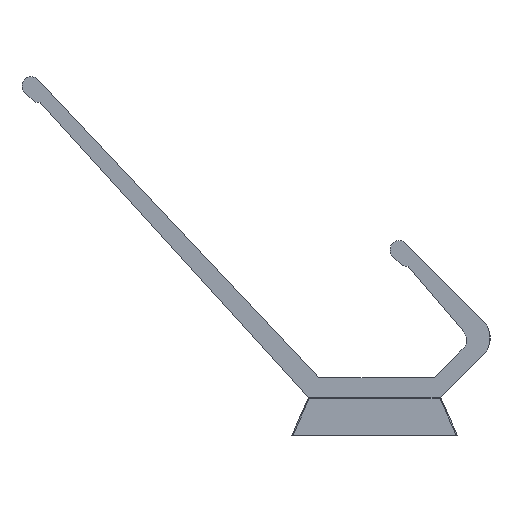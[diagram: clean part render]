
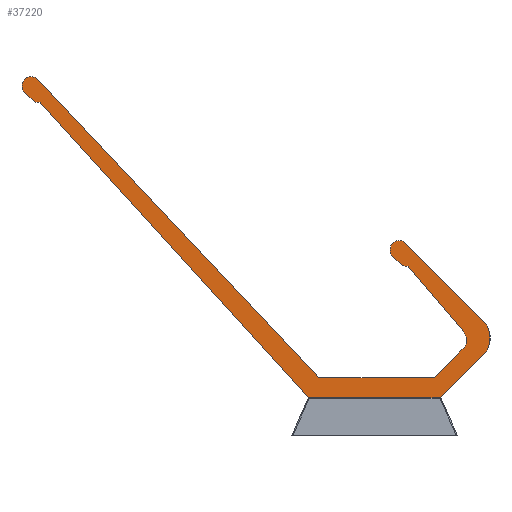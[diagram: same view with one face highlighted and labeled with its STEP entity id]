
A CAD part, left-side view. The second image highlights one B-rep face of the part: STEP entity #37220.
In plain terms, the highlighted planar face has unit normal (-1, 0, 0).
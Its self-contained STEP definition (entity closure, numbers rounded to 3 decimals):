
#34890=CARTESIAN_POINT('',(-225.,0.741,5.997));
#34900=DIRECTION('',(-1.,0.,0.));
#34910=DIRECTION('',(0.,-1.,0.));
#34920=AXIS2_PLACEMENT_3D('',#34890,#34900,#34910);
#34930=PLANE('',#34920);
#34940=CARTESIAN_POINT('',(-225.,-21.709,23.326));
#34950=DIRECTION('',(-1.,0.,0.));
#34960=DIRECTION('',(0.,-1.,0.));
#34970=AXIS2_PLACEMENT_3D('',#34940,#34950,#34960);
#34980=CIRCLE('',#34970,6.);
#34990=CARTESIAN_POINT('',(-225.,-25.951,19.083));
#35000=VERTEX_POINT('',#34990);
#35010=CARTESIAN_POINT('',(-225.,-25.951,27.569));
#35020=VERTEX_POINT('',#35010);
#35030=EDGE_CURVE('',#35000,#35020,#34980,.T.);
#35040=ORIENTED_EDGE('',*,*,#35030,.T.);
#35050=CARTESIAN_POINT('',(-225.,-25.951,19.083));
#35060=DIRECTION('',(0.,-0.707,0.707));
#35070=VECTOR('',#35060,1.);
#35080=LINE('',#35050,#35070);
#35090=CARTESIAN_POINT('',(-225.,-15.868,9.));
#35100=VERTEX_POINT('',#35090);
#35110=EDGE_CURVE('',#35100,#35000,#35080,.T.);
#35120=ORIENTED_EDGE('',*,*,#35110,.T.);
#35130=CARTESIAN_POINT('',(-225.,-8.451,9.));
#35140=DIRECTION('',(0.,-1.,0.));
#35150=VECTOR('',#35140,1.);
#35160=LINE('',#35130,#35150);
#35170=CARTESIAN_POINT('',(-225.,-13.,9.));
#35180=VERTEX_POINT('',#35170);
#35190=EDGE_CURVE('',#35180,#35100,#35160,.T.);
#35200=ORIENTED_EDGE('',*,*,#35190,.T.);
#35210=CARTESIAN_POINT('',(-225.,-13.,5.6));
#35220=DIRECTION('',(0.,0.,1.));
#35230=VECTOR('',#35220,1.);
#35240=LINE('',#35210,#35230);
#35250=CARTESIAN_POINT('',(-225.,-13.,6.6));
#35260=VERTEX_POINT('',#35250);
#35270=EDGE_CURVE('',#35260,#35180,#35240,.T.);
#35280=ORIENTED_EDGE('',*,*,#35270,.T.);
#35290=CARTESIAN_POINT('',(-225.,-12.,6.6));
#35300=DIRECTION('',(-1.,0.,0.));
#35310=DIRECTION('',(0.,-1.,0.));
#35320=AXIS2_PLACEMENT_3D('',#35290,#35300,#35310);
#35330=CIRCLE('',#35320,1.);
#35340=CARTESIAN_POINT('',(-225.,-12.,5.6));
#35350=VERTEX_POINT('',#35340);
#35360=EDGE_CURVE('',#35350,#35260,#35330,.T.);
#35370=ORIENTED_EDGE('',*,*,#35360,.T.);
#35380=CARTESIAN_POINT('',(-225.,-9.,5.6));
#35390=DIRECTION('',(0.,-1.,0.));
#35400=VECTOR('',#35390,1.);
#35410=LINE('',#35380,#35400);
#35420=CARTESIAN_POINT('',(-225.,-10.,5.6));
#35430=VERTEX_POINT('',#35420);
#35440=EDGE_CURVE('',#35430,#35350,#35410,.T.);
#35450=ORIENTED_EDGE('',*,*,#35440,.T.);
#35460=CARTESIAN_POINT('',(-225.,-10.,6.6));
#35470=DIRECTION('',(-1.,0.,0.));
#35480=DIRECTION('',(0.,-1.,0.));
#35490=AXIS2_PLACEMENT_3D('',#35460,#35470,#35480);
#35500=CIRCLE('',#35490,1.);
#35510=CARTESIAN_POINT('',(-225.,-9.,6.6));
#35520=VERTEX_POINT('',#35510);
#35530=EDGE_CURVE('',#35520,#35430,#35500,.T.);
#35540=ORIENTED_EDGE('',*,*,#35530,.T.);
#35550=CARTESIAN_POINT('',(-225.,-9.,9.));
#35560=DIRECTION('',(0.,0.,-1.));
#35570=VECTOR('',#35560,1.);
#35580=LINE('',#35550,#35570);
#35590=CARTESIAN_POINT('',(-225.,-9.,9.));
#35600=VERTEX_POINT('',#35590);
#35610=EDGE_CURVE('',#35600,#35520,#35580,.T.);
#35620=ORIENTED_EDGE('',*,*,#35610,.T.);
#35630=CARTESIAN_POINT('',(-225.,9.,9.));
#35640=VERTEX_POINT('',#35630);
#35650=EDGE_CURVE('',#35640,#35600,#35160,.T.);
#35660=ORIENTED_EDGE('',*,*,#35650,.T.);
#35670=CARTESIAN_POINT('',(-225.,9.,5.6));
#35680=DIRECTION('',(0.,0.,1.));
#35690=VECTOR('',#35680,1.);
#35700=LINE('',#35670,#35690);
#35710=CARTESIAN_POINT('',(-225.,9.,6.6));
#35720=VERTEX_POINT('',#35710);
#35730=EDGE_CURVE('',#35720,#35640,#35700,.T.);
#35740=ORIENTED_EDGE('',*,*,#35730,.T.);
#35750=CARTESIAN_POINT('',(-225.,10.,6.6));
#35760=DIRECTION('',(-1.,0.,0.));
#35770=DIRECTION('',(0.,-1.,0.));
#35780=AXIS2_PLACEMENT_3D('',#35750,#35760,#35770);
#35790=CIRCLE('',#35780,1.);
#35800=CARTESIAN_POINT('',(-225.,10.,5.6));
#35810=VERTEX_POINT('',#35800);
#35820=EDGE_CURVE('',#35810,#35720,#35790,.T.);
#35830=ORIENTED_EDGE('',*,*,#35820,.T.);
#35840=CARTESIAN_POINT('',(-225.,13.,5.6));
#35850=DIRECTION('',(0.,-1.,0.));
#35860=VECTOR('',#35850,1.);
#35870=LINE('',#35840,#35860);
#35880=CARTESIAN_POINT('',(-225.,12.,5.6));
#35890=VERTEX_POINT('',#35880);
#35900=EDGE_CURVE('',#35890,#35810,#35870,.T.);
#35910=ORIENTED_EDGE('',*,*,#35900,.T.);
#35920=CARTESIAN_POINT('',(-225.,12.,6.6));
#35930=DIRECTION('',(-1.,0.,0.));
#35940=DIRECTION('',(0.,-1.,0.));
#35950=AXIS2_PLACEMENT_3D('',#35920,#35930,#35940);
#35960=CIRCLE('',#35950,1.);
#35970=CARTESIAN_POINT('',(-225.,13.,6.6));
#35980=VERTEX_POINT('',#35970);
#35990=EDGE_CURVE('',#35980,#35890,#35960,.T.);
#36000=ORIENTED_EDGE('',*,*,#35990,.T.);
#36010=CARTESIAN_POINT('',(-225.,13.,9.));
#36020=DIRECTION('',(0.,0.,-1.));
#36030=VECTOR('',#36020,1.);
#36040=LINE('',#36010,#36030);
#36050=CARTESIAN_POINT('',(-225.,13.,9.));
#36060=VERTEX_POINT('',#36050);
#36070=EDGE_CURVE('',#36060,#35980,#36040,.T.);
#36080=ORIENTED_EDGE('',*,*,#36070,.T.);
#36090=CARTESIAN_POINT('',(-225.,15.868,9.));
#36100=VERTEX_POINT('',#36090);
#36110=EDGE_CURVE('',#36100,#36060,#35160,.T.);
#36120=ORIENTED_EDGE('',*,*,#36110,.T.);
#36130=CARTESIAN_POINT('',(-225.,80.27,79.84));
#36140=DIRECTION('',(0.,-0.673,-0.74));
#36150=VECTOR('',#36140,1.);
#36160=LINE('',#36130,#36150);
#36170=CARTESIAN_POINT('',(-225.,80.27,79.84));
#36180=VERTEX_POINT('',#36170);
#36190=EDGE_CURVE('',#36180,#36100,#36160,.T.);
#36200=ORIENTED_EDGE('',*,*,#36190,.T.);
#36210=CARTESIAN_POINT('',(-225.,80.606,82.014));
#36220=DIRECTION('',(-1.,0.,0.));
#36230=DIRECTION('',(0.,-1.,0.));
#36240=AXIS2_PLACEMENT_3D('',#36210,#36220,#36230);
#36250=CIRCLE('',#36240,2.2);
#36260=CARTESIAN_POINT('',(-225.,82.161,80.459));
#36270=VERTEX_POINT('',#36260);
#36280=EDGE_CURVE('',#36270,#36180,#36250,.T.);
#36290=ORIENTED_EDGE('',*,*,#36280,.T.);
#36300=CARTESIAN_POINT('',(-225.,83.947,82.244));
#36310=DIRECTION('',(0.,-0.707,-0.707));
#36320=VECTOR('',#36310,1.);
#36330=LINE('',#36300,#36320);
#36340=CARTESIAN_POINT('',(-225.,83.947,82.244));
#36350=VERTEX_POINT('',#36340);
#36360=EDGE_CURVE('',#36350,#36270,#36330,.T.);
#36370=ORIENTED_EDGE('',*,*,#36360,.T.);
#36380=CARTESIAN_POINT('',(-225.,82.391,83.8));
#36390=DIRECTION('',(-1.,0.,0.));
#36400=DIRECTION('',(0.,-1.,0.));
#36410=AXIS2_PLACEMENT_3D('',#36380,#36390,#36400);
#36420=CIRCLE('',#36410,2.2);
#36430=CARTESIAN_POINT('',(-225.,80.791,85.309));
#36440=VERTEX_POINT('',#36430);
#36450=EDGE_CURVE('',#36440,#36350,#36420,.T.);
#36460=ORIENTED_EDGE('',*,*,#36450,.T.);
#36470=CARTESIAN_POINT('',(-225.,13.368,13.8));
#36480=DIRECTION('',(0.,0.686,0.728));
#36490=VECTOR('',#36480,1.);
#36500=LINE('',#36470,#36490);
#36510=CARTESIAN_POINT('',(-225.,13.368,13.8));
#36520=VERTEX_POINT('',#36510);
#36530=EDGE_CURVE('',#36520,#36440,#36500,.T.);
#36540=ORIENTED_EDGE('',*,*,#36530,.T.);
#36550=CARTESIAN_POINT('',(-225.,-8.451,13.8));
#36560=DIRECTION('',(0.,-1.,0.));
#36570=VECTOR('',#36560,1.);
#36580=LINE('',#36550,#36570);
#36590=CARTESIAN_POINT('',(-225.,-14.304,13.8));
#36600=VERTEX_POINT('',#36590);
#36610=EDGE_CURVE('',#36520,#36600,#36580,.T.);
#36620=ORIENTED_EDGE('',*,*,#36610,.F.);
#36630=CARTESIAN_POINT('',(-225.,-22.769,22.265));
#36640=DIRECTION('',(0.,-0.707,0.707));
#36650=VECTOR('',#36640,1.);
#36660=LINE('',#36630,#36650);
#36670=CARTESIAN_POINT('',(-225.,-21.214,20.71));
#36680=VERTEX_POINT('',#36670);
#36690=EDGE_CURVE('',#36600,#36680,#36660,.T.);
#36700=ORIENTED_EDGE('',*,*,#36690,.F.);
#36710=CARTESIAN_POINT('',(-225.,-19.092,22.831));
#36720=DIRECTION('',(-1.,0.,0.));
#36730=DIRECTION('',(0.,-1.,0.));
#36740=AXIS2_PLACEMENT_3D('',#36710,#36720,#36730);
#36750=CIRCLE('',#36740,3.);
#36760=CARTESIAN_POINT('',(-225.,-21.382,24.769));
#36770=VERTEX_POINT('',#36760);
#36780=EDGE_CURVE('',#36680,#36770,#36750,.T.);
#36790=ORIENTED_EDGE('',*,*,#36780,.F.);
#36800=CARTESIAN_POINT('',(-225.,-8.03,40.54));
#36810=DIRECTION('',(0.,-0.646,-0.763));
#36820=VECTOR('',#36810,1.);
#36830=LINE('',#36800,#36820);
#36840=CARTESIAN_POINT('',(-225.,-8.03,40.54));
#36850=VERTEX_POINT('',#36840);
#36860=EDGE_CURVE('',#36850,#36770,#36830,.T.);
#36870=ORIENTED_EDGE('',*,*,#36860,.T.);
#36880=CARTESIAN_POINT('',(-225.,-7.694,42.714));
#36890=DIRECTION('',(-1.,0.,0.));
#36900=DIRECTION('',(0.,-1.,0.));
#36910=AXIS2_PLACEMENT_3D('',#36880,#36890,#36900);
#36920=CIRCLE('',#36910,2.2);
#36930=CARTESIAN_POINT('',(-225.,-6.139,41.159));
#36940=VERTEX_POINT('',#36930);
#36950=EDGE_CURVE('',#36940,#36850,#36920,.T.);
#36960=ORIENTED_EDGE('',*,*,#36950,.T.);
#36970=CARTESIAN_POINT('',(-225.,-4.353,42.944));
#36980=DIRECTION('',(0.,-0.707,-0.707));
#36990=VECTOR('',#36980,1.);
#37000=LINE('',#36970,#36990);
#37010=CARTESIAN_POINT('',(-225.,-4.353,42.944));
#37020=VERTEX_POINT('',#37010);
#37030=EDGE_CURVE('',#37020,#36940,#37000,.T.);
#37040=ORIENTED_EDGE('',*,*,#37030,.T.);
#37050=CARTESIAN_POINT('',(-225.,-5.909,44.5));
#37060=DIRECTION('',(-1.,0.,0.));
#37070=DIRECTION('',(0.,-1.,0.));
#37080=AXIS2_PLACEMENT_3D('',#37050,#37060,#37070);
#37090=CIRCLE('',#37080,2.2);
#37100=CARTESIAN_POINT('',(-225.,-7.464,46.056));
#37110=VERTEX_POINT('',#37100);
#37120=EDGE_CURVE('',#37110,#37020,#37090,.T.);
#37130=ORIENTED_EDGE('',*,*,#37120,.T.);
#37140=CARTESIAN_POINT('',(-225.,-7.464,46.056));
#37150=DIRECTION('',(0.,-0.707,-0.707));
#37160=VECTOR('',#37150,1.);
#37170=LINE('',#37140,#37160);
#37180=EDGE_CURVE('',#37110,#35020,#37170,.T.);
#37190=ORIENTED_EDGE('',*,*,#37180,.F.);
#37200=EDGE_LOOP('',(#37190,#37130,#37040,#36960,#36870,#36790,#36700,
#36620,#36540,#36460,#36370,#36290,#36200,#36120,#36080,#36000,#35910,
#35830,#35740,#35660,#35620,#35540,#35450,#35370,#35280,#35200,#35120,
#35040));
#37210=FACE_OUTER_BOUND('',#37200,.T.);
#37220=ADVANCED_FACE('',(#37210),#34930,.T.);
